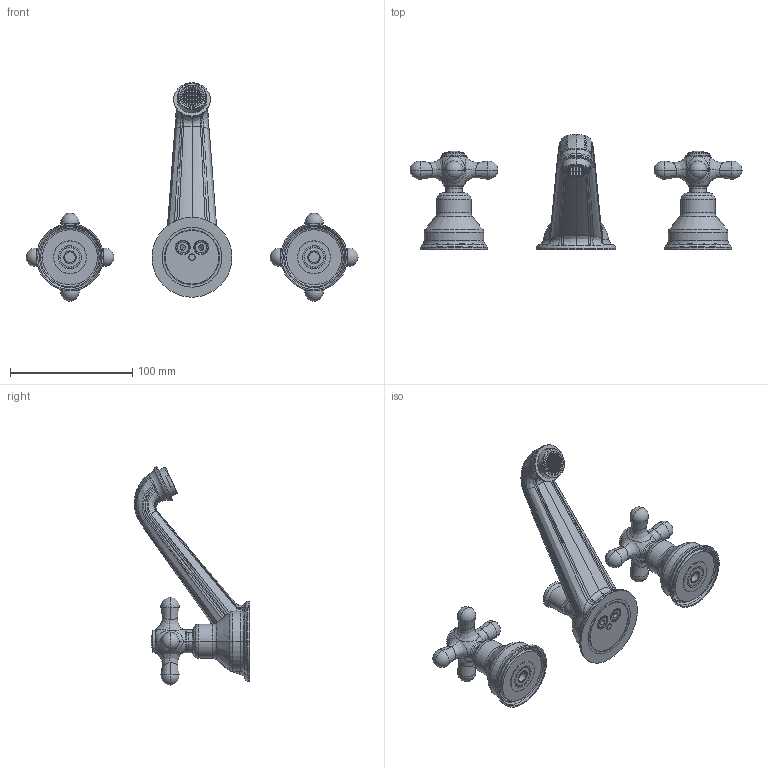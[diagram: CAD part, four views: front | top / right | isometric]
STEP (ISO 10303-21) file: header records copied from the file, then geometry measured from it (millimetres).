
FILE_DESCRIPTION((''),'2;1');
FILE_NAME('IRV058CR','2021-11-10T17:23:50',('ut3'),('PAFFONI SpA'),'CREO PARAMETRIC BY PTC INC, 2020044','CREO PARAMETRIC BY PTC INC, 2020044','');
FILE_SCHEMA(('CONFIG_CONTROL_DESIGN','SHAPE_APPEARANCE_LAYERS_GROUPS'));
Products named in the file (1): IRV058CR
Bounding box: 272 x 94.43 x 178.89 mm (x, y, z)
Volume: 191913.6 mm3; surface area: 111442.7 mm2
Topology: 9 solids, 9 shells, 2218 faces, 6180 edges, 3982 vertices
Faces by surface type: plane 1556, cylinder 244, bspline 200, torus 106, cone 88, sphere 24
Entity records: 90349 total; most frequent: CARTESIAN_POINT 25487, ORIENTED_EDGE 12312, DIRECTION 11674, EDGE_CURVE 6156, VERTEX_POINT 3982, AXIS2_PLACEMENT_3D 3916, VECTOR 3842, LINE 3842
